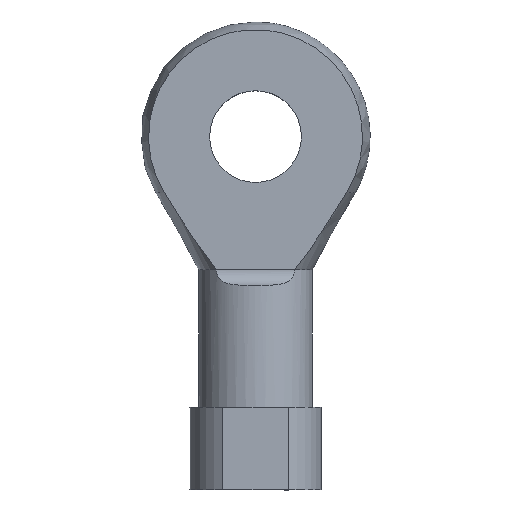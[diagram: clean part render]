
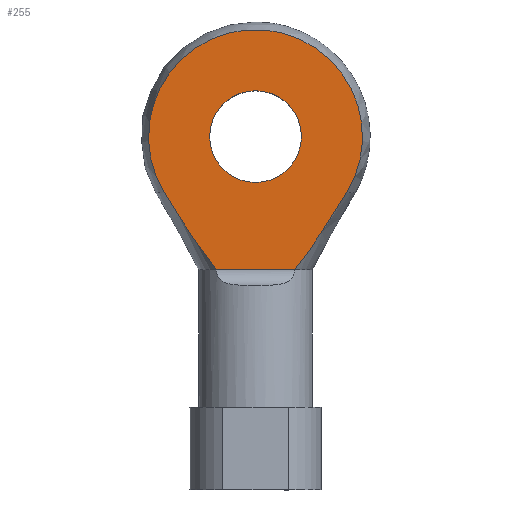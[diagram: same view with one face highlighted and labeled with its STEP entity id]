
A CAD part, top view. The second image highlights one B-rep face of the part: STEP entity #255.
In plain terms, the highlighted planar face has unit normal (0, 0, 1).
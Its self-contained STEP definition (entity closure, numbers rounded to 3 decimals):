
#27=B_SPLINE_CURVE_WITH_KNOTS('',3,(#453,#454,#455,#456,#457),
 .UNSPECIFIED.,.F.,.F.,(4,1,4),(0.,0.01,
0.02),.UNSPECIFIED.);
#28=B_SPLINE_CURVE_WITH_KNOTS('',3,(#465,#466,#467,#468,#469),
 .UNSPECIFIED.,.F.,.F.,(4,1,4),(0.042,0.052,0.062),
 .UNSPECIFIED.);
#44=CIRCLE('',#292,23.324);
#46=CIRCLE('',#296,10.);
#75=ORIENTED_EDGE('',*,*,#134,.F.);
#76=ORIENTED_EDGE('',*,*,#128,.T.);
#77=ORIENTED_EDGE('',*,*,#135,.T.);
#78=ORIENTED_EDGE('',*,*,#132,.T.);
#79=ORIENTED_EDGE('',*,*,#130,.F.);
#128=EDGE_CURVE('',#158,#154,#27,.T.);
#130=EDGE_CURVE('',#158,#161,#44,.F.);
#132=EDGE_CURVE('',#155,#161,#28,.T.);
#134=EDGE_CURVE('',#162,#162,#46,.T.);
#135=EDGE_CURVE('',#154,#155,#173,.T.);
#154=VERTEX_POINT('',#423);
#155=VERTEX_POINT('',#424);
#158=VERTEX_POINT('',#446);
#161=VERTEX_POINT('',#462);
#162=VERTEX_POINT('',#477);
#173=LINE('',#478,#183);
#183=VECTOR('',#351,1000.);
#198=EDGE_LOOP('',(#75));
#199=EDGE_LOOP('',(#76,#77,#78,#79));
#224=FACE_BOUND('',#198,.T.);
#225=FACE_BOUND('',#199,.T.);
#244=PLANE('',#295);
#255=ADVANCED_FACE('',(#224,#225),#244,.T.);
#292=AXIS2_PLACEMENT_3D('',#461,#341,#342);
#295=AXIS2_PLACEMENT_3D('',#475,#347,#348);
#296=AXIS2_PLACEMENT_3D('',#476,#349,#350);
#341=DIRECTION('',(0.,0.,1.));
#342=DIRECTION('',(1.,0.,0.));
#347=DIRECTION('',(0.,0.,1.));
#348=DIRECTION('',(1.,0.,0.));
#349=DIRECTION('',(0.,0.,1.));
#350=DIRECTION('',(1.,0.,0.));
#351=DIRECTION('',(1.,0.,0.));
#423=CARTESIAN_POINT('',(-8.53,-29.,9.));
#424=CARTESIAN_POINT('',(8.53,-29.,9.));
#446=CARTESIAN_POINT('',(-19.861,-12.228,9.));
#453=CARTESIAN_POINT('',(-19.861,-12.228,9.));
#454=CARTESIAN_POINT('',(-18.09,-15.105,9.));
#455=CARTESIAN_POINT('',(-14.489,-20.819,9.));
#456=CARTESIAN_POINT('',(-10.655,-26.393,9.));
#457=CARTESIAN_POINT('',(-8.53,-29.,9.));
#461=CARTESIAN_POINT('',(0.,0.,9.));
#462=CARTESIAN_POINT('',(19.861,-12.228,9.));
#465=CARTESIAN_POINT('',(8.53,-29.,9.));
#466=CARTESIAN_POINT('',(10.67,-26.375,9.));
#467=CARTESIAN_POINT('',(14.491,-20.814,9.));
#468=CARTESIAN_POINT('',(18.091,-15.103,9.));
#469=CARTESIAN_POINT('',(19.861,-12.228,9.));
#475=CARTESIAN_POINT('',(0.,0.,9.));
#476=CARTESIAN_POINT('',(0.,0.,9.));
#477=CARTESIAN_POINT('',(10.,0.,9.));
#478=CARTESIAN_POINT('',(12.4,-29.,9.));
